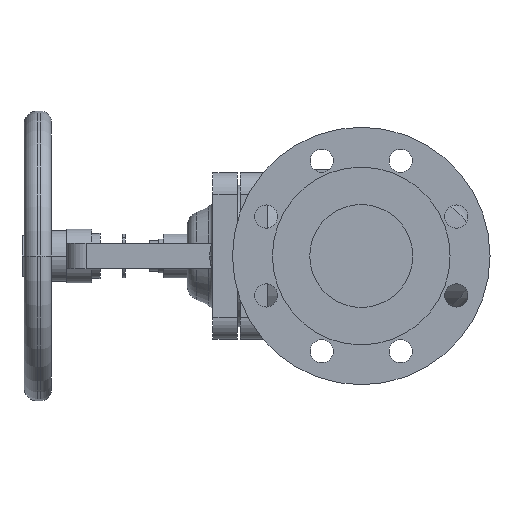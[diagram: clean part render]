
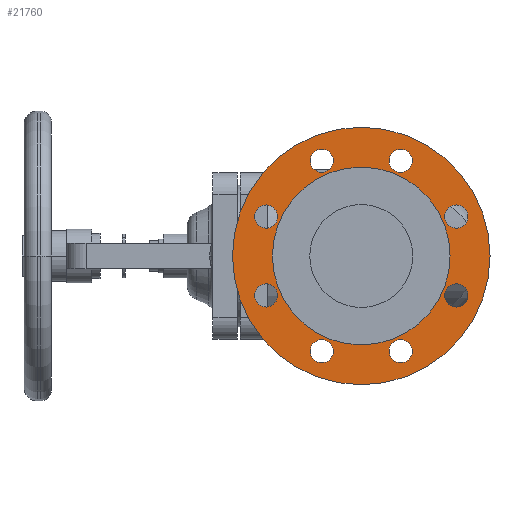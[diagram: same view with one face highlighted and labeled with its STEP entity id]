
A CAD part, left-side view. The second image highlights one B-rep face of the part: STEP entity #21760.
In plain terms, the highlighted planar face has unit normal (-1, 0, 0).
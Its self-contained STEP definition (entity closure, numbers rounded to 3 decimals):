
#10960=CARTESIAN_POINT('',(-152.,0.,100.));
#10970=VERTEX_POINT('',#10960);
#11130=CARTESIAN_POINT('',(-152.,0.,-100.));
#11140=VERTEX_POINT('',#11130);
#11170=CARTESIAN_POINT('',(-152.,0.,0.));
#11180=DIRECTION('',(1.,0.,0.));
#11190=DIRECTION('',(0.,0.,-1.));
#11200=AXIS2_PLACEMENT_3D('',#11170,#11180,#11190);
#11210=CIRCLE('',#11200,100.);
#11220=EDGE_CURVE('',#10970,#11140,#11210,.T.);
#11450=CARTESIAN_POINT('',(-152.,30.615,-82.91));
#11460=VERTEX_POINT('',#11450);
#11490=CARTESIAN_POINT('',(-152.,30.615,-73.91));
#11500=DIRECTION('',(-1.,0.,0.));
#11510=DIRECTION('',(0.,0.,-1.));
#11520=AXIS2_PLACEMENT_3D('',#11490,#11500,#11510);
#11530=CIRCLE('',#11520,9.);
#11540=CARTESIAN_POINT('',(-152.,30.615,-64.91));
#11550=VERTEX_POINT('',#11540);
#11560=EDGE_CURVE('',#11550,#11460,#11530,.T.);
#11940=CARTESIAN_POINT('',(-152.,-30.615,-82.91));
#11950=VERTEX_POINT('',#11940);
#11980=CARTESIAN_POINT('',(-152.,-30.615,-73.91));
#11990=DIRECTION('',(-1.,0.,0.));
#12000=DIRECTION('',(0.,0.,-1.));
#12010=AXIS2_PLACEMENT_3D('',#11980,#11990,#12000);
#12020=CIRCLE('',#12010,9.);
#12030=CARTESIAN_POINT('',(-152.,-30.615,-64.91));
#12040=VERTEX_POINT('',#12030);
#12050=EDGE_CURVE('',#12040,#11950,#12020,.T.);
#12430=CARTESIAN_POINT('',(-152.,73.91,-21.615));
#12440=VERTEX_POINT('',#12430);
#12470=CARTESIAN_POINT('',(-152.,73.91,-30.615));
#12480=DIRECTION('',(-1.,0.,0.));
#12490=DIRECTION('',(0.,0.,-1.));
#12500=AXIS2_PLACEMENT_3D('',#12470,#12480,#12490);
#12510=CIRCLE('',#12500,9.);
#12520=CARTESIAN_POINT('',(-152.,73.91,-39.615));
#12530=VERTEX_POINT('',#12520);
#12540=EDGE_CURVE('',#12530,#12440,#12510,.T.);
#12920=CARTESIAN_POINT('',(-152.,-73.91,-21.615));
#12930=VERTEX_POINT('',#12920);
#12960=CARTESIAN_POINT('',(-152.,-73.91,-30.615));
#12970=DIRECTION('',(-1.,0.,0.));
#12980=DIRECTION('',(0.,0.,-1.));
#12990=AXIS2_PLACEMENT_3D('',#12960,#12970,#12980);
#13000=CIRCLE('',#12990,9.);
#13010=CARTESIAN_POINT('',(-152.,-73.91,-39.615));
#13020=VERTEX_POINT('',#13010);
#13030=EDGE_CURVE('',#13020,#12930,#13000,.T.);
#13410=CARTESIAN_POINT('',(-152.,73.91,39.615));
#13420=VERTEX_POINT('',#13410);
#13580=CARTESIAN_POINT('',(-152.,73.91,21.615));
#13590=VERTEX_POINT('',#13580);
#13620=CARTESIAN_POINT('',(-152.,73.91,30.615));
#13630=DIRECTION('',(-1.,0.,0.));
#13640=DIRECTION('',(0.,0.,-1.));
#13650=AXIS2_PLACEMENT_3D('',#13620,#13630,#13640);
#13660=CIRCLE('',#13650,9.);
#13670=EDGE_CURVE('',#13420,#13590,#13660,.T.);
#13900=CARTESIAN_POINT('',(-152.,-73.91,39.615));
#13910=VERTEX_POINT('',#13900);
#14070=CARTESIAN_POINT('',(-152.,-73.91,21.615));
#14080=VERTEX_POINT('',#14070);
#14110=CARTESIAN_POINT('',(-152.,-73.91,30.615));
#14120=DIRECTION('',(-1.,0.,0.));
#14130=DIRECTION('',(0.,0.,-1.));
#14140=AXIS2_PLACEMENT_3D('',#14110,#14120,#14130);
#14150=CIRCLE('',#14140,9.);
#14160=EDGE_CURVE('',#13910,#14080,#14150,.T.);
#14390=CARTESIAN_POINT('',(-152.,30.615,64.91));
#14400=VERTEX_POINT('',#14390);
#14430=CARTESIAN_POINT('',(-152.,30.615,73.91));
#14440=DIRECTION('',(-1.,0.,0.));
#14450=DIRECTION('',(0.,0.,-1.));
#14460=AXIS2_PLACEMENT_3D('',#14430,#14440,#14450);
#14470=CIRCLE('',#14460,9.);
#14480=CARTESIAN_POINT('',(-152.,30.615,82.91));
#14490=VERTEX_POINT('',#14480);
#14500=EDGE_CURVE('',#14490,#14400,#14470,.T.);
#14880=CARTESIAN_POINT('',(-152.,-30.615,64.91));
#14890=VERTEX_POINT('',#14880);
#14920=CARTESIAN_POINT('',(-152.,-30.615,73.91));
#14930=DIRECTION('',(-1.,0.,0.));
#14940=DIRECTION('',(0.,0.,-1.));
#14950=AXIS2_PLACEMENT_3D('',#14920,#14930,#14940);
#14960=CIRCLE('',#14950,9.);
#14970=CARTESIAN_POINT('',(-152.,-30.615,82.91));
#14980=VERTEX_POINT('',#14970);
#14990=EDGE_CURVE('',#14980,#14890,#14960,.T.);
#15370=CARTESIAN_POINT('',(-152.,-69.,0.));
#15380=VERTEX_POINT('',#15370);
#15410=CARTESIAN_POINT('',(-152.,0.,0.));
#15420=DIRECTION('',(-1.,0.,0.));
#15430=DIRECTION('',(0.,1.,0.));
#15440=AXIS2_PLACEMENT_3D('',#15410,#15420,#15430);
#15450=CIRCLE('',#15440,69.);
#15460=CARTESIAN_POINT('',(-152.,69.,0.));
#15470=VERTEX_POINT('',#15460);
#15480=EDGE_CURVE('',#15470,#15380,#15450,.T.);
#21210=CARTESIAN_POINT('',(-152.,84.5,0.));
#21220=DIRECTION('',(1.,0.,0.));
#21230=DIRECTION('',(0.,-1.,0.));
#21240=AXIS2_PLACEMENT_3D('',#21210,#21220,#21230);
#21250=PLANE('',#21240);
#21260=EDGE_CURVE('',#15380,#15470,#15450,.T.);
#21270=ORIENTED_EDGE('',*,*,#21260,.F.);
#21280=ORIENTED_EDGE('',*,*,#15480,.F.);
#21290=EDGE_LOOP('',(#21280,#21270));
#21300=FACE_BOUND('',#21290,.T.);
#21310=EDGE_CURVE('',#11140,#10970,#11210,.T.);
#21320=ORIENTED_EDGE('',*,*,#21310,.F.);
#21330=ORIENTED_EDGE('',*,*,#11220,.F.);
#21340=EDGE_LOOP('',(#21330,#21320));
#21350=FACE_OUTER_BOUND('',#21340,.T.);
#21360=EDGE_CURVE('',#11460,#11550,#11530,.T.);
#21370=ORIENTED_EDGE('',*,*,#21360,.F.);
#21380=ORIENTED_EDGE('',*,*,#11560,.F.);
#21390=EDGE_LOOP('',(#21380,#21370));
#21400=FACE_BOUND('',#21390,.T.);
#21410=ORIENTED_EDGE('',*,*,#12050,.F.);
#21420=EDGE_CURVE('',#11950,#12040,#12020,.T.);
#21430=ORIENTED_EDGE('',*,*,#21420,.F.);
#21440=EDGE_LOOP('',(#21430,#21410));
#21450=FACE_BOUND('',#21440,.T.);
#21460=ORIENTED_EDGE('',*,*,#12540,.F.);
#21470=EDGE_CURVE('',#12440,#12530,#12510,.T.);
#21480=ORIENTED_EDGE('',*,*,#21470,.F.);
#21490=EDGE_LOOP('',(#21480,#21460));
#21500=FACE_BOUND('',#21490,.T.);
#21510=EDGE_CURVE('',#12930,#13020,#13000,.T.);
#21520=ORIENTED_EDGE('',*,*,#21510,.F.);
#21530=ORIENTED_EDGE('',*,*,#13030,.F.);
#21540=EDGE_LOOP('',(#21530,#21520));
#21550=FACE_BOUND('',#21540,.T.);
#21560=EDGE_CURVE('',#13590,#13420,#13660,.T.);
#21570=ORIENTED_EDGE('',*,*,#21560,.F.);
#21580=ORIENTED_EDGE('',*,*,#13670,.F.);
#21590=EDGE_LOOP('',(#21580,#21570));
#21600=FACE_BOUND('',#21590,.T.);
#21610=EDGE_CURVE('',#14080,#13910,#14150,.T.);
#21620=ORIENTED_EDGE('',*,*,#21610,.F.);
#21630=ORIENTED_EDGE('',*,*,#14160,.F.);
#21640=EDGE_LOOP('',(#21630,#21620));
#21650=FACE_BOUND('',#21640,.T.);
#21660=EDGE_CURVE('',#14400,#14490,#14470,.T.);
#21670=ORIENTED_EDGE('',*,*,#21660,.F.);
#21680=ORIENTED_EDGE('',*,*,#14500,.F.);
#21690=EDGE_LOOP('',(#21680,#21670));
#21700=FACE_BOUND('',#21690,.T.);
#21710=EDGE_CURVE('',#14890,#14980,#14960,.T.);
#21720=ORIENTED_EDGE('',*,*,#21710,.F.);
#21730=ORIENTED_EDGE('',*,*,#14990,.F.);
#21740=EDGE_LOOP('',(#21730,#21720));
#21750=FACE_BOUND('',#21740,.T.);
#21760=ADVANCED_FACE('',(#21300,#21350,#21400,#21450,#21500,#21550,
#21600,#21650,#21700,#21750),#21250,.F.);
